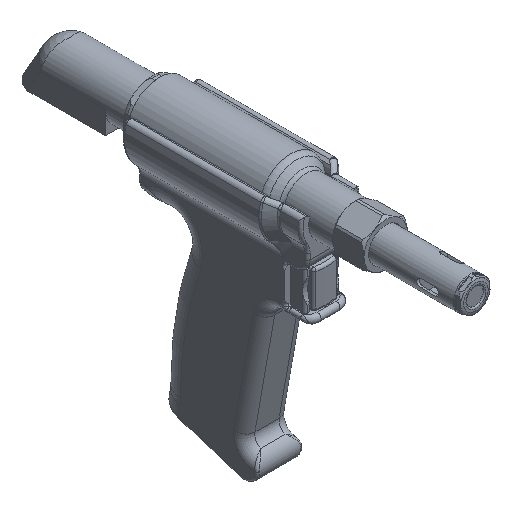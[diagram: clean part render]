
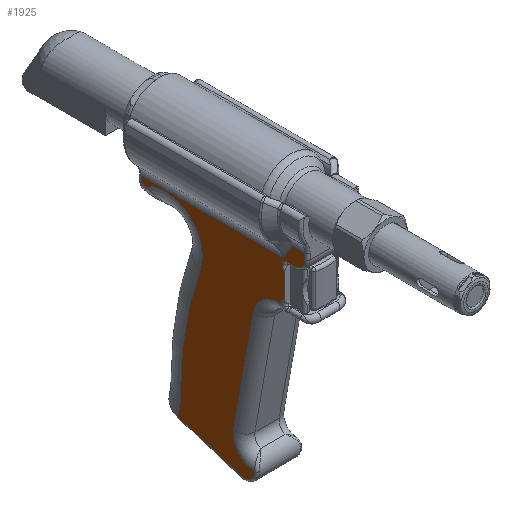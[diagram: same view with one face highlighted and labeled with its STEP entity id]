
A CAD part, isometric view. The second image highlights one B-rep face of the part: STEP entity #1925.
In plain terms, the highlighted planar face has unit normal (-1, 0, 0).
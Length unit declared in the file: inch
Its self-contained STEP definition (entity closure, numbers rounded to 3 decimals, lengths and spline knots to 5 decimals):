
#627=FACE_OUTER_BOUND('',#2539,.T.);
#886=B_SPLINE_CURVE_WITH_KNOTS('',3,(#12664,#12665,#12666,#12667),
 .UNSPECIFIED.,.F.,.F.,(4,4),(0.,1.),.UNSPECIFIED.);
#1004=PLANE('',#6753);
#1199=LINE('',#10966,#1492);
#1214=LINE('',#11836,#1507);
#1215=LINE('',#11860,#1508);
#1225=LINE('',#12384,#1518);
#1228=LINE('',#12394,#1521);
#1234=LINE('',#12530,#1527);
#1241=LINE('',#12661,#1534);
#1244=LINE('',#12717,#1537);
#1251=LINE('',#12861,#1544);
#1255=LINE('',#13223,#1548);
#1273=LINE('',#13300,#1567);
#1492=VECTOR('',#7691,1.);
#1507=VECTOR('',#7822,1.);
#1508=VECTOR('',#7841,1.);
#1518=VECTOR('',#7919,1.);
#1521=VECTOR('',#7932,1.);
#1527=VECTOR('',#7994,1.);
#1534=VECTOR('',#8017,1.);
#1537=VECTOR('',#8022,1.);
#1544=VECTOR('',#8049,1.);
#1548=VECTOR('',#8059,1.);
#1567=VECTOR('',#8156,1.);
#1925=ADVANCED_FACE('',(#627),#1004,.T.);
#2539=EDGE_LOOP('',(#3992,#3993,#3994,#3995,#3996,#3997,#3998,#3999,#4000,
#4001,#4002,#4003,#4004,#4005,#4006,#4007,#4008,#4009,#4010,#4011,#4012));
#3992=ORIENTED_EDGE('',*,*,#5664,.T.);
#3993=ORIENTED_EDGE('',*,*,#5450,.T.);
#3994=ORIENTED_EDGE('',*,*,#5685,.T.);
#3995=ORIENTED_EDGE('',*,*,#5703,.T.);
#3996=ORIENTED_EDGE('',*,*,#5702,.T.);
#3997=ORIENTED_EDGE('',*,*,#5699,.T.);
#3998=ORIENTED_EDGE('',*,*,#5695,.T.);
#3999=ORIENTED_EDGE('',*,*,#5649,.T.);
#4000=ORIENTED_EDGE('',*,*,#5645,.T.);
#4001=ORIENTED_EDGE('',*,*,#5610,.T.);
#4002=ORIENTED_EDGE('',*,*,#5614,.T.);
#4003=ORIENTED_EDGE('',*,*,#5617,.T.);
#4004=ORIENTED_EDGE('',*,*,#5620,.T.);
#4005=ORIENTED_EDGE('',*,*,#5624,.T.);
#4006=ORIENTED_EDGE('',*,*,#5735,.T.);
#4007=ORIENTED_EDGE('',*,*,#5562,.T.);
#4008=ORIENTED_EDGE('',*,*,#5556,.T.);
#4009=ORIENTED_EDGE('',*,*,#5558,.T.);
#4010=ORIENTED_EDGE('',*,*,#5564,.T.);
#4011=ORIENTED_EDGE('',*,*,#5669,.T.);
#4012=ORIENTED_EDGE('',*,*,#5666,.T.);
#4727=VERTEX_POINT('',#10959);
#4729=VERTEX_POINT('',#10965);
#4733=VERTEX_POINT('',#11048);
#4743=VERTEX_POINT('',#11195);
#4797=VERTEX_POINT('',#11830);
#4800=VERTEX_POINT('',#11835);
#4802=VERTEX_POINT('',#11840);
#4804=VERTEX_POINT('',#11853);
#4806=VERTEX_POINT('',#11859);
#4814=VERTEX_POINT('',#11972);
#4830=VERTEX_POINT('',#12325);
#4837=VERTEX_POINT('',#12376);
#4840=VERTEX_POINT('',#12383);
#4842=VERTEX_POINT('',#12389);
#4845=VERTEX_POINT('',#12403);
#4858=VERTEX_POINT('',#12523);
#4859=VERTEX_POINT('',#12527);
#4871=VERTEX_POINT('',#12777);
#4878=VERTEX_POINT('',#13224);
#4879=VERTEX_POINT('',#13228);
#4881=VERTEX_POINT('',#13234);
#5450=EDGE_CURVE('',#4727,#4729,#1199,.T.);
#5556=EDGE_CURVE('',#4797,#4800,#1214,.T.);
#5558=EDGE_CURVE('',#4800,#4802,#6100,.T.);
#5562=EDGE_CURVE('',#4804,#4797,#6103,.T.);
#5564=EDGE_CURVE('',#4802,#4806,#1215,.T.);
#5610=EDGE_CURVE('',#4814,#4837,#6125,.T.);
#5614=EDGE_CURVE('',#4837,#4840,#1225,.T.);
#5617=EDGE_CURVE('',#4840,#4842,#6130,.T.);
#5620=EDGE_CURVE('',#4842,#4830,#1228,.T.);
#5624=EDGE_CURVE('',#4830,#4845,#6135,.T.);
#5645=EDGE_CURVE('',#4858,#4814,#6148,.T.);
#5649=EDGE_CURVE('',#4859,#4858,#1234,.T.);
#5664=EDGE_CURVE('',#4733,#4727,#1241,.T.);
#5666=EDGE_CURVE('',#4743,#4733,#886,.T.);
#5669=EDGE_CURVE('',#4806,#4743,#1244,.T.);
#5685=EDGE_CURVE('',#4729,#4871,#1251,.T.);
#5695=EDGE_CURVE('',#4878,#4859,#1255,.T.);
#5699=EDGE_CURVE('',#4879,#4878,#6164,.T.);
#5702=EDGE_CURVE('',#4881,#4879,#6167,.T.);
#5703=EDGE_CURVE('',#4871,#4881,#6168,.T.);
#5735=EDGE_CURVE('',#4845,#4804,#1273,.T.);
#6100=CIRCLE('',#6609,0.252);
#6103=CIRCLE('',#6613,0.12);
#6125=CIRCLE('',#6645,0.5);
#6130=CIRCLE('',#6652,0.625);
#6135=CIRCLE('',#6660,0.15);
#6148=CIRCLE('',#6679,0.252);
#6164=CIRCLE('',#6709,0.775);
#6167=CIRCLE('',#6713,8.475);
#6168=CIRCLE('',#6715,0.868);
#6609=AXIS2_PLACEMENT_3D('',#11841,#7827,#7828);
#6613=AXIS2_PLACEMENT_3D('',#11855,#7835,#7836);
#6645=AXIS2_PLACEMENT_3D('',#12375,#7909,#7910);
#6652=AXIS2_PLACEMENT_3D('',#12390,#7925,#7926);
#6660=AXIS2_PLACEMENT_3D('',#12402,#7943,#7944);
#6679=AXIS2_PLACEMENT_3D('',#12522,#7985,#7986);
#6709=AXIS2_PLACEMENT_3D('',#13231,#8068,#8069);
#6713=AXIS2_PLACEMENT_3D('',#13237,#8076,#8077);
#6715=AXIS2_PLACEMENT_3D('',#13239,#8080,#8081);
#6753=AXIS2_PLACEMENT_3D('',#13314,#8179,#8180);
#7691=DIRECTION('',(0.,0.,-1.));
#7822=DIRECTION('',(0.,-1.,0.));
#7827=DIRECTION('',(-1.,0.,0.));
#7828=DIRECTION('',(0.,0.,1.));
#7835=DIRECTION('',(1.,0.,0.));
#7836=DIRECTION('',(0.,0.,1.));
#7841=DIRECTION('',(0.,0.,1.));
#7909=DIRECTION('',(1.,0.,0.));
#7910=DIRECTION('',(0.,0.,1.));
#7919=DIRECTION('',(0.,-0.174,0.985));
#7925=DIRECTION('',(1.,0.,0.));
#7926=DIRECTION('',(0.,0.,1.));
#7932=DIRECTION('',(0.,-1.,0.));
#7943=DIRECTION('',(1.,0.,0.));
#7944=DIRECTION('',(0.,0.,1.));
#7985=DIRECTION('',(-1.,0.,0.));
#7986=DIRECTION('',(0.,0.,1.));
#7994=DIRECTION('',(0.,-0.954,-0.301));
#8017=DIRECTION('',(0.,1.,0.));
#8022=DIRECTION('',(0.,1.,0.));
#8049=DIRECTION('',(0.,-0.985,-0.174));
#8059=DIRECTION('',(0.,0.174,-0.985));
#8068=DIRECTION('',(1.,0.,0.));
#8069=DIRECTION('',(0.,0.,1.));
#8076=DIRECTION('',(-1.,0.,0.));
#8077=DIRECTION('',(0.,0.,1.));
#8080=DIRECTION('',(1.,0.,0.));
#8081=DIRECTION('',(0.,0.,1.));
#8156=DIRECTION('',(0.,0.,1.));
#8179=DIRECTION('',(-1.,0.,0.));
#8180=DIRECTION('',(0.,0.,-1.));
#10959=CARTESIAN_POINT('',(-0.53,3.844,-0.91717));
#10965=CARTESIAN_POINT('',(-0.53,3.844,-1.05829));
#10966=CARTESIAN_POINT('',(-0.53,3.844,-1.04771));
#11048=CARTESIAN_POINT('',(-0.53,0.56367,-0.91717));
#11195=CARTESIAN_POINT('',(-0.53,0.34467,-0.56992));
#11830=CARTESIAN_POINT('',(-0.53,0.47,-0.955));
#11835=CARTESIAN_POINT('',(-0.53,0.312,-0.955));
#11836=CARTESIAN_POINT('',(-0.53,0.312,-0.955));
#11840=CARTESIAN_POINT('',(-0.53,0.06,-0.703));
#11841=CARTESIAN_POINT('',(-0.53,0.312,-0.703));
#11853=CARTESIAN_POINT('',(-0.53,0.53,-1.17892));
#11855=CARTESIAN_POINT('',(-0.53,0.47,-1.075));
#11859=CARTESIAN_POINT('',(-0.53,0.06,-0.56992));
#11860=CARTESIAN_POINT('',(-0.53,0.06,-0.56992));
#11972=CARTESIAN_POINT('',(-0.53,1.22136,-5.51667));
#12325=CARTESIAN_POINT('',(-0.53,0.61967,-1.851));
#12375=CARTESIAN_POINT('',(-0.53,1.21758,-5.01669));
#12376=CARTESIAN_POINT('',(-0.53,1.70998,-4.92987));
#12383=CARTESIAN_POINT('',(-0.53,1.25816,-2.36747));
#12384=CARTESIAN_POINT('',(-0.53,1.30591,-2.63825));
#12389=CARTESIAN_POINT('',(-0.53,0.64266,-1.851));
#12390=CARTESIAN_POINT('',(-0.53,0.64266,-2.476));
#12394=CARTESIAN_POINT('',(-0.53,1.05971,-1.851));
#12402=CARTESIAN_POINT('',(-0.53,0.47,-1.861));
#12403=CARTESIAN_POINT('',(-0.53,0.53,-1.72352));
#12522=CARTESIAN_POINT('',(-0.53,1.47336,-5.51711));
#12523=CARTESIAN_POINT('',(-0.53,1.54914,-5.75744));
#12527=CARTESIAN_POINT('',(-0.53,2.99505,-5.30155));
#12530=CARTESIAN_POINT('',(-0.53,1.54914,-5.75744));
#12661=CARTESIAN_POINT('',(-0.53,-5.53609,-0.91717));
#12664=CARTESIAN_POINT('',(-0.53,0.34467,-0.56992));
#12665=CARTESIAN_POINT('',(-0.53,0.40911,-0.69084));
#12666=CARTESIAN_POINT('',(-0.53,0.48424,-0.80558));
#12667=CARTESIAN_POINT('',(-0.53,0.56367,-0.91717));
#12717=CARTESIAN_POINT('',(-0.53,-5.53609,-0.56992));
#12777=CARTESIAN_POINT('',(-0.53,3.74726,-1.07535));
#12861=CARTESIAN_POINT('',(-0.53,3.18235,-1.17496));
#13223=CARTESIAN_POINT('',(-0.53,2.98442,-5.24126));
#13224=CARTESIAN_POINT('',(-0.53,2.95055,-5.0492));
#13228=CARTESIAN_POINT('',(-0.53,2.93879,-4.9105));
#13231=CARTESIAN_POINT('',(-0.53,3.71378,-4.91463));
#13234=CARTESIAN_POINT('',(-0.53,2.47495,-2.09974));
#13237=CARTESIAN_POINT('',(-0.53,-5.53609,-4.86539));
#13239=CARTESIAN_POINT('',(-0.53,3.29544,-1.81649));
#13300=CARTESIAN_POINT('',(-0.53,0.53,-1.921));
#13314=CARTESIAN_POINT('',(-0.53,-5.53609,-4.86539));
